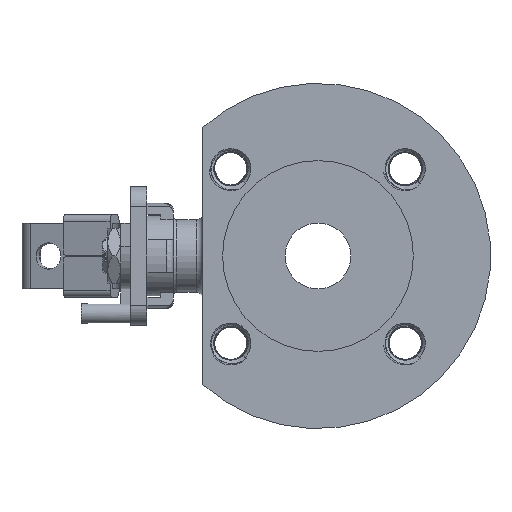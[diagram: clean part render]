
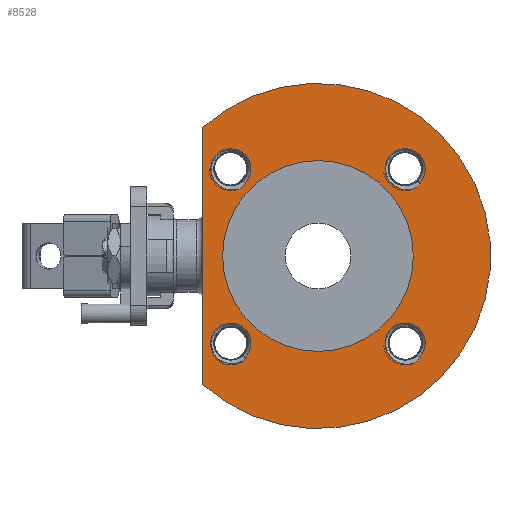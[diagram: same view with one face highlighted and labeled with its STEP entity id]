
A CAD part, left-side view. The second image highlights one B-rep face of the part: STEP entity #8528.
In plain terms, the highlighted planar face has unit normal (-1, 0, 0).
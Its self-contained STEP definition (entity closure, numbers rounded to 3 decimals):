
#729=CIRCLE('',#8939,6.125);
#730=CIRCLE('',#8940,6.125);
#731=CIRCLE('',#8941,29.);
#732=CIRCLE('',#8942,52.5);
#733=CIRCLE('',#8943,6.125);
#734=CIRCLE('',#8944,6.125);
#1075=B_SPLINE_CURVE_WITH_KNOTS('',3,(#13243,#13244,#13245,#13246),
 .UNSPECIFIED.,.F.,.F.,(4,4),(0.,1.),.UNSPECIFIED.);
#1085=B_SPLINE_CURVE_WITH_KNOTS('',3,(#16935,#16936,#16937,#16938,#16939),
 .UNSPECIFIED.,.F.,.F.,(4,1,4),(0.,0.5,1.),.UNSPECIFIED.);
#1095=B_SPLINE_CURVE_WITH_KNOTS('',3,(#18895,#18896,#18897,#18898),
 .UNSPECIFIED.,.F.,.F.,(4,4),(0.,1.),.UNSPECIFIED.);
#1100=B_SPLINE_CURVE_WITH_KNOTS('',3,(#21689,#21690,#21691,#21692,#21693),
 .UNSPECIFIED.,.F.,.F.,(4,1,4),(0.,0.5,1.),.UNSPECIFIED.);
#1101=B_SPLINE_CURVE_WITH_KNOTS('',3,(#21700,#21701,#21702,#21703),
 .UNSPECIFIED.,.F.,.F.,(4,4),(0.,1.),.UNSPECIFIED.);
#1102=B_SPLINE_CURVE_WITH_KNOTS('',3,(#21713,#21714,#21715,#21716,#21717),
 .UNSPECIFIED.,.F.,.F.,(4,1,4),(0.,0.5,1.),.UNSPECIFIED.);
#1103=B_SPLINE_CURVE_WITH_KNOTS('',3,(#21724,#21725,#21726,#21727),
 .UNSPECIFIED.,.F.,.F.,(4,4),(0.,1.),.UNSPECIFIED.);
#1727=ORIENTED_EDGE('',*,*,#4499,.F.);
#1728=ORIENTED_EDGE('',*,*,#4500,.T.);
#1729=ORIENTED_EDGE('',*,*,#4501,.T.);
#1730=ORIENTED_EDGE('',*,*,#4502,.F.);
#1731=ORIENTED_EDGE('',*,*,#4393,.F.);
#1732=ORIENTED_EDGE('',*,*,#4503,.T.);
#1733=ORIENTED_EDGE('',*,*,#4504,.T.);
#1734=ORIENTED_EDGE('',*,*,#4318,.F.);
#1735=ORIENTED_EDGE('',*,*,#4505,.F.);
#1736=ORIENTED_EDGE('',*,*,#4486,.F.);
#1737=ORIENTED_EDGE('',*,*,#4506,.T.);
#1738=ORIENTED_EDGE('',*,*,#4507,.T.);
#1739=ORIENTED_EDGE('',*,*,#4508,.T.);
#1740=ORIENTED_EDGE('',*,*,#4434,.F.);
#1741=ORIENTED_EDGE('',*,*,#4509,.F.);
#1742=ORIENTED_EDGE('',*,*,#4510,.T.);
#1743=ORIENTED_EDGE('',*,*,#4511,.T.);
#1744=ORIENTED_EDGE('',*,*,#4512,.F.);
#4318=EDGE_CURVE('',#5761,#5762,#1075,.F.);
#4393=EDGE_CURVE('',#5819,#5761,#1085,.F.);
#4434=EDGE_CURVE('',#5841,#5842,#1095,.F.);
#4486=EDGE_CURVE('',#5892,#5893,#6817,.T.);
#4499=EDGE_CURVE('',#5903,#5904,#1100,.F.);
#4500=EDGE_CURVE('',#5903,#5905,#729,.T.);
#4501=EDGE_CURVE('',#5905,#5906,#6829,.T.);
#4502=EDGE_CURVE('',#5904,#5906,#1101,.F.);
#4503=EDGE_CURVE('',#5819,#5907,#730,.T.);
#4504=EDGE_CURVE('',#5907,#5762,#6830,.T.);
#4505=EDGE_CURVE('',#5908,#5908,#731,.T.);
#4506=EDGE_CURVE('',#5892,#5893,#732,.T.);
#4507=EDGE_CURVE('',#5841,#5909,#733,.T.);
#4508=EDGE_CURVE('',#5909,#5842,#6831,.T.);
#4509=EDGE_CURVE('',#5910,#5911,#1102,.F.);
#4510=EDGE_CURVE('',#5910,#5912,#734,.T.);
#4511=EDGE_CURVE('',#5912,#5913,#6832,.T.);
#4512=EDGE_CURVE('',#5911,#5913,#1103,.F.);
#5761=VERTEX_POINT('',#13242);
#5762=VERTEX_POINT('',#13247);
#5819=VERTEX_POINT('',#16934);
#5841=VERTEX_POINT('',#18894);
#5842=VERTEX_POINT('',#18899);
#5892=VERTEX_POINT('',#21664);
#5893=VERTEX_POINT('',#21665);
#5903=VERTEX_POINT('',#21694);
#5904=VERTEX_POINT('',#21695);
#5905=VERTEX_POINT('',#21697);
#5906=VERTEX_POINT('',#21699);
#5907=VERTEX_POINT('',#21705);
#5908=VERTEX_POINT('',#21708);
#5909=VERTEX_POINT('',#21711);
#5910=VERTEX_POINT('',#21718);
#5911=VERTEX_POINT('',#21719);
#5912=VERTEX_POINT('',#21721);
#5913=VERTEX_POINT('',#21723);
#6817=LINE('',#21663,#7204);
#6829=LINE('',#21698,#7216);
#6830=LINE('',#21706,#7217);
#6831=LINE('',#21712,#7218);
#6832=LINE('',#21722,#7219);
#7204=VECTOR('',#9603,1000.);
#7216=VECTOR('',#9623,1000.);
#7217=VECTOR('',#9626,1000.);
#7218=VECTOR('',#9633,1000.);
#7219=VECTOR('',#9636,1000.);
#7591=EDGE_LOOP('',(#1727,#1728,#1729,#1730));
#7592=EDGE_LOOP('',(#1731,#1732,#1733,#1734));
#7593=EDGE_LOOP('',(#1735));
#7594=EDGE_LOOP('',(#1736,#1737));
#7595=EDGE_LOOP('',(#1738,#1739,#1740));
#7596=EDGE_LOOP('',(#1741,#1742,#1743,#1744));
#7988=FACE_BOUND('',#7591,.T.);
#7989=FACE_BOUND('',#7592,.T.);
#7990=FACE_BOUND('',#7593,.T.);
#7991=FACE_BOUND('',#7594,.T.);
#7992=FACE_BOUND('',#7595,.T.);
#7993=FACE_BOUND('',#7596,.T.);
#8374=PLANE('',#8938);
#8528=ADVANCED_FACE('',(#7988,#7989,#7990,#7991,#7992,#7993),#8374,.T.);
#8938=AXIS2_PLACEMENT_3D('',#21688,#9619,#9620);
#8939=AXIS2_PLACEMENT_3D('',#21696,#9621,#9622);
#8940=AXIS2_PLACEMENT_3D('',#21704,#9624,#9625);
#8941=AXIS2_PLACEMENT_3D('',#21707,#9627,#9628);
#8942=AXIS2_PLACEMENT_3D('',#21709,#9629,#9630);
#8943=AXIS2_PLACEMENT_3D('',#21710,#9631,#9632);
#8944=AXIS2_PLACEMENT_3D('',#21720,#9634,#9635);
#9603=DIRECTION('',(0.,0.,1.));
#9619=DIRECTION('',(-1.,0.,0.));
#9620=DIRECTION('',(0.,0.,1.));
#9621=DIRECTION('',(1.,0.,0.));
#9622=DIRECTION('',(0.,0.,1.));
#9623=DIRECTION('',(0.,-0.707,-0.707));
#9624=DIRECTION('',(1.,0.,0.));
#9625=DIRECTION('',(0.,0.,1.));
#9626=DIRECTION('',(0.,-0.707,-0.707));
#9627=DIRECTION('',(-1.,0.,0.));
#9628=DIRECTION('',(0.,0.,1.));
#9629=DIRECTION('',(-1.,0.,0.));
#9630=DIRECTION('',(0.,0.,1.));
#9631=DIRECTION('',(1.,0.,0.));
#9632=DIRECTION('',(0.,0.,1.));
#9633=DIRECTION('',(0.,-0.707,-0.707));
#9634=DIRECTION('',(1.,0.,0.));
#9635=DIRECTION('',(0.,0.,1.));
#9636=DIRECTION('',(0.,-0.707,-0.707));
#13242=CARTESIAN_POINT('',(-42.,24.084,20.352));
#13243=CARTESIAN_POINT('',(-42.,21.948,21.948));
#13244=CARTESIAN_POINT('',(-42.,22.545,21.275));
#13245=CARTESIAN_POINT('',(-42.,23.272,20.732));
#13246=CARTESIAN_POINT('',(-42.,24.084,20.352));
#13247=CARTESIAN_POINT('',(-42.,21.948,21.948));
#16934=CARTESIAN_POINT('',(-42.,29.418,21.122));
#16935=CARTESIAN_POINT('',(-42.,24.084,20.352));
#16936=CARTESIAN_POINT('',(-42.,24.979,20.087));
#16937=CARTESIAN_POINT('',(-42.,26.865,19.937));
#16938=CARTESIAN_POINT('',(-42.,28.644,20.609));
#16939=CARTESIAN_POINT('',(-42.,29.418,21.122));
#18894=CARTESIAN_POINT('',(-42.,27.342,-32.586));
#18895=CARTESIAN_POINT('',(-42.,21.901,-31.132));
#18896=CARTESIAN_POINT('',(-42.,23.376,-32.427));
#18897=CARTESIAN_POINT('',(-42.,25.428,-32.989));
#18898=CARTESIAN_POINT('',(-42.,27.342,-32.586));
#18899=CARTESIAN_POINT('',(-42.,21.901,-31.132));
#21663=CARTESIAN_POINT('',(-42.,35.,0.));
#21664=CARTESIAN_POINT('',(-42.,35.,-39.131));
#21665=CARTESIAN_POINT('',(-42.,35.,39.131));
#21688=CARTESIAN_POINT('',(-42.,0.,0.));
#21689=CARTESIAN_POINT('',(-42.,-29.659,20.679));
#21690=CARTESIAN_POINT('',(-42.,-28.753,20.285));
#21691=CARTESIAN_POINT('',(-42.,-26.783,19.908));
#21692=CARTESIAN_POINT('',(-42.,-24.846,20.454));
#21693=CARTESIAN_POINT('',(-42.,-23.988,20.938));
#21694=CARTESIAN_POINT('',(-42.,-23.988,20.938));
#21695=CARTESIAN_POINT('',(-42.,-29.659,20.679));
#21696=CARTESIAN_POINT('',(-42.,-26.517,26.517));
#21697=CARTESIAN_POINT('',(-42.,-30.848,22.185));
#21698=CARTESIAN_POINT('',(-42.,-26.517,26.517));
#21699=CARTESIAN_POINT('',(-42.,-31.116,21.917));
#21700=CARTESIAN_POINT('',(-42.,-31.116,21.917));
#21701=CARTESIAN_POINT('',(-42.,-30.691,21.433));
#21702=CARTESIAN_POINT('',(-42.,-30.205,21.021));
#21703=CARTESIAN_POINT('',(-42.,-29.659,20.679));
#21704=CARTESIAN_POINT('',(-42.,26.517,26.517));
#21705=CARTESIAN_POINT('',(-42.,22.185,22.185));
#21706=CARTESIAN_POINT('',(-42.,0.,0.));
#21707=CARTESIAN_POINT('',(-42.,0.,0.));
#21708=CARTESIAN_POINT('',(-42.,0.,29.));
#21709=CARTESIAN_POINT('',(-42.,0.,0.));
#21710=CARTESIAN_POINT('',(-42.,26.517,-26.517));
#21711=CARTESIAN_POINT('',(-42.,22.185,-30.848));
#21712=CARTESIAN_POINT('',(-42.,26.517,-26.517));
#21713=CARTESIAN_POINT('',(-42.,-29.465,-32.454));
#21714=CARTESIAN_POINT('',(-42.,-28.559,-32.811));
#21715=CARTESIAN_POINT('',(-42.,-26.612,-33.123));
#21716=CARTESIAN_POINT('',(-42.,-24.719,-32.54));
#21717=CARTESIAN_POINT('',(-42.,-23.883,-32.047));
#21718=CARTESIAN_POINT('',(-42.,-23.883,-32.047));
#21719=CARTESIAN_POINT('',(-42.,-29.465,-32.454));
#21720=CARTESIAN_POINT('',(-42.,-26.517,-26.517));
#21721=CARTESIAN_POINT('',(-42.,-30.848,-30.848));
#21722=CARTESIAN_POINT('',(-42.,0.,0.));
#21723=CARTESIAN_POINT('',(-42.,-31.107,-31.107));
#21724=CARTESIAN_POINT('',(-42.,-31.107,-31.107));
#21725=CARTESIAN_POINT('',(-42.,-30.636,-31.642));
#21726=CARTESIAN_POINT('',(-42.,-30.081,-32.097));
#21727=CARTESIAN_POINT('',(-42.,-29.465,-32.454));
